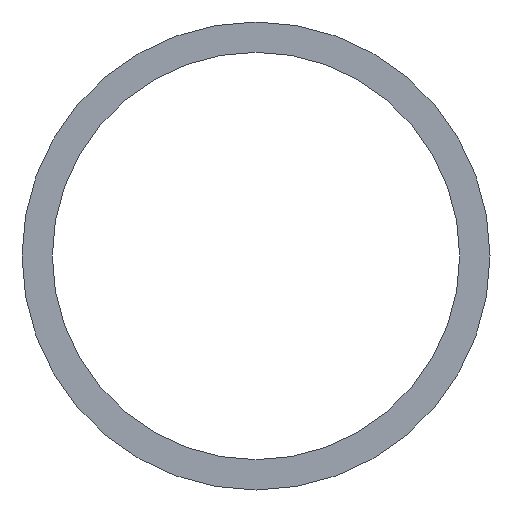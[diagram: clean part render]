
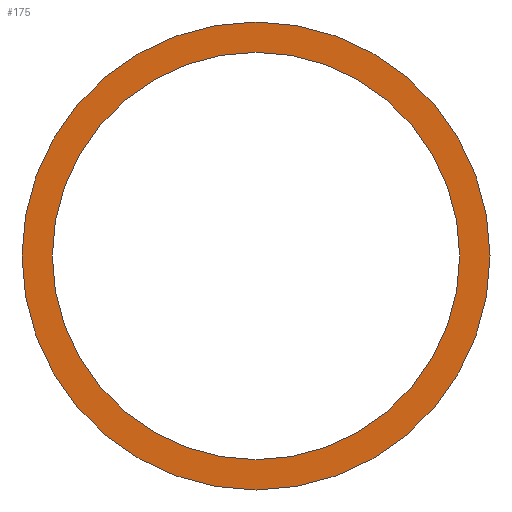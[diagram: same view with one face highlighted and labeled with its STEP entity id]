
A CAD part, front view. The second image highlights one B-rep face of the part: STEP entity #175.
In plain terms, the highlighted planar face has unit normal (0, -1, 0).
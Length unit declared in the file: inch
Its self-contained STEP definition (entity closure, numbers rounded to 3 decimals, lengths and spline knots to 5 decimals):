
#35 = AXIS2_PLACEMENT_3D ( 'NONE', #48, #495, #37 ) ;
#37 = DIRECTION ( 'NONE',  ( 0., 0., 1. ) ) ;
#44 = DIRECTION ( 'NONE',  ( 0., 0., 1. ) ) ;
#48 = CARTESIAN_POINT ( 'NONE',  ( 0., 0., 0. ) ) ;
#51 = PLANE ( 'NONE',  #35 ) ;
#90 = ORIENTED_EDGE ( 'NONE', *, *, #516, .F. ) ;
#122 = EDGE_CURVE ( 'NONE', #295, #527, #396, .T. ) ;
#124 = CARTESIAN_POINT ( 'NONE',  ( 0., 0., 0. ) ) ;
#153 = CARTESIAN_POINT ( 'NONE',  ( 0., 0., -0.984 ) ) ;
#175 = ADVANCED_FACE ( 'NONE', ( #591, #231 ), #51, .F. ) ;
#180 = DIRECTION ( 'NONE',  ( 0., 0., 1. ) ) ;
#210 = CIRCLE ( 'NONE', #600, 0.984 ) ;
#215 = CARTESIAN_POINT ( 'NONE',  ( 0., 0., 0. ) ) ;
#222 = CARTESIAN_POINT ( 'NONE',  ( 0., 0., 0.984 ) ) ;
#231 = FACE_BOUND ( 'NONE', #393, .T. ) ;
#236 = ORIENTED_EDGE ( 'NONE', *, *, #122, .F. ) ;
#237 = EDGE_CURVE ( 'NONE', #320, #247, #329, .T. ) ;
#239 = CARTESIAN_POINT ( 'NONE',  ( 0., 0., 0. ) ) ;
#247 = VERTEX_POINT ( 'NONE', #493 ) ;
#251 = DIRECTION ( 'NONE',  ( 0., 0., 1. ) ) ;
#295 = VERTEX_POINT ( 'NONE', #222 ) ;
#320 = VERTEX_POINT ( 'NONE', #366 ) ;
#329 = CIRCLE ( 'NONE', #490, 0.8565 ) ;
#366 = CARTESIAN_POINT ( 'NONE',  ( 0., 0., 0.8565 ) ) ;
#386 = ORIENTED_EDGE ( 'NONE', *, *, #470, .T. ) ;
#393 = EDGE_LOOP ( 'NONE', ( #386, #505 ) ) ;
#396 = CIRCLE ( 'NONE', #460, 0.984 ) ;
#404 = DIRECTION ( 'NONE',  ( 0., 1., 0. ) ) ;
#426 = DIRECTION ( 'NONE',  ( 0., 0., 1. ) ) ;
#458 = EDGE_LOOP ( 'NONE', ( #90, #236 ) ) ;
#460 = AXIS2_PLACEMENT_3D ( 'NONE', #215, #404, #251 ) ;
#470 = EDGE_CURVE ( 'NONE', #247, #320, #599, .T. ) ;
#474 = DIRECTION ( 'NONE',  ( 0., 1., 0. ) ) ;
#490 = AXIS2_PLACEMENT_3D ( 'NONE', #501, #474, #426 ) ;
#493 = CARTESIAN_POINT ( 'NONE',  ( 0., 0., -0.8565 ) ) ;
#495 = DIRECTION ( 'NONE',  ( 0., 1., 0. ) ) ;
#498 = DIRECTION ( 'NONE',  ( 0., 1., 0. ) ) ;
#501 = CARTESIAN_POINT ( 'NONE',  ( 0., 0., 0. ) ) ;
#505 = ORIENTED_EDGE ( 'NONE', *, *, #237, .T. ) ;
#516 = EDGE_CURVE ( 'NONE', #527, #295, #210, .T. ) ;
#525 = DIRECTION ( 'NONE',  ( 0., 1., 0. ) ) ;
#527 = VERTEX_POINT ( 'NONE', #153 ) ;
#571 = AXIS2_PLACEMENT_3D ( 'NONE', #239, #525, #44 ) ;
#591 = FACE_OUTER_BOUND ( 'NONE', #458, .T. ) ;
#599 = CIRCLE ( 'NONE', #571, 0.8565 ) ;
#600 = AXIS2_PLACEMENT_3D ( 'NONE', #124, #498, #180 ) ;
